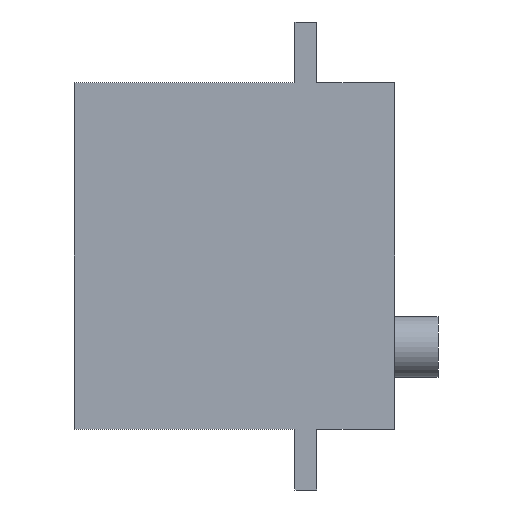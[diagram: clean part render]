
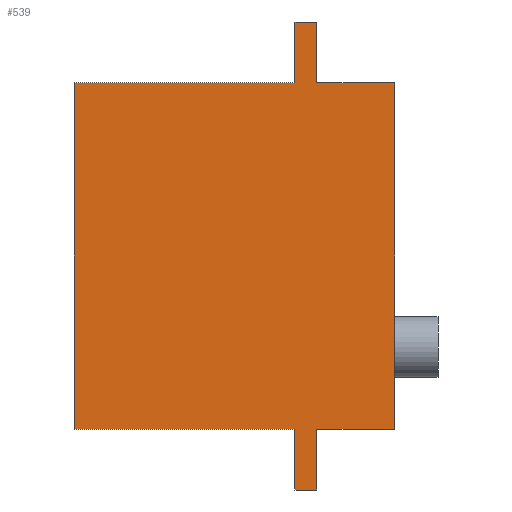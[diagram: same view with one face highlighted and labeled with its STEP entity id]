
A CAD part, front view. The second image highlights one B-rep face of the part: STEP entity #539.
In plain terms, the highlighted planar face has unit normal (0, -1, 0).
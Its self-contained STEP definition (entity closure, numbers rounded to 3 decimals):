
#1=DIRECTION('',(0.,0.,-1.));
#2=VECTOR('',#1,40.);
#3=CARTESIAN_POINT('',(0.,0.,0.));
#4=LINE('',#3,#2);
#17=DIRECTION('',(-1.,0.,0.));
#18=VECTOR('',#17,2.5);
#19=CARTESIAN_POINT('',(28.,0.,-47.));
#20=LINE('',#19,#18);
#21=DIRECTION('',(1.,0.,0.));
#22=VECTOR('',#21,25.5);
#23=CARTESIAN_POINT('',(0.,0.,0.));
#24=LINE('',#23,#22);
#25=DIRECTION('',(1.,0.,0.));
#26=VECTOR('',#25,9.);
#27=CARTESIAN_POINT('',(28.,0.,0.));
#28=LINE('',#27,#26);
#33=DIRECTION('',(1.,0.,0.));
#34=VECTOR('',#33,9.);
#35=CARTESIAN_POINT('',(28.,0.,-40.));
#36=LINE('',#35,#34);
#41=DIRECTION('',(1.,0.,0.));
#42=VECTOR('',#41,25.5);
#43=CARTESIAN_POINT('',(0.,0.,-40.));
#44=LINE('',#43,#42);
#87=DIRECTION('',(0.,0.,1.));
#88=VECTOR('',#87,7.);
#89=CARTESIAN_POINT('',(28.,0.,-47.));
#90=LINE('',#89,#88);
#91=DIRECTION('',(0.,0.,1.));
#92=VECTOR('',#91,7.);
#93=CARTESIAN_POINT('',(28.,0.,0.));
#94=LINE('',#93,#92);
#149=DIRECTION('',(0.,0.,1.));
#150=VECTOR('',#149,7.);
#151=CARTESIAN_POINT('',(25.5,0.,-47.));
#152=LINE('',#151,#150);
#237=DIRECTION('',(0.,0.,1.));
#238=VECTOR('',#237,7.);
#239=CARTESIAN_POINT('',(25.5,0.,0.));
#240=LINE('',#239,#238);
#293=DIRECTION('',(0.,0.,-1.));
#294=VECTOR('',#293,40.);
#295=CARTESIAN_POINT('',(37.,0.,0.));
#296=LINE('',#295,#294);
#369=DIRECTION('',(-1.,0.,0.));
#370=VECTOR('',#369,2.5);
#371=CARTESIAN_POINT('',(28.,0.,7.));
#372=LINE('',#371,#370);
#373=CARTESIAN_POINT('',(0.,0.,0.));
#374=CARTESIAN_POINT('',(0.,0.,-40.));
#375=VERTEX_POINT('',#373);
#376=VERTEX_POINT('',#374);
#381=CARTESIAN_POINT('',(37.,0.,0.));
#382=CARTESIAN_POINT('',(37.,0.,-40.));
#383=VERTEX_POINT('',#381);
#384=VERTEX_POINT('',#382);
#389=CARTESIAN_POINT('',(28.,0.,-40.));
#391=VERTEX_POINT('',#389);
#393=CARTESIAN_POINT('',(25.5,0.,-40.));
#395=VERTEX_POINT('',#393);
#398=CARTESIAN_POINT('',(28.,0.,0.));
#400=VERTEX_POINT('',#398);
#402=CARTESIAN_POINT('',(25.5,0.,0.));
#404=VERTEX_POINT('',#402);
#413=CARTESIAN_POINT('',(28.,0.,7.));
#415=VERTEX_POINT('',#413);
#451=CARTESIAN_POINT('',(28.,0.,-47.));
#452=VERTEX_POINT('',#451);
#453=CARTESIAN_POINT('',(25.5,0.,7.));
#455=VERTEX_POINT('',#453);
#491=CARTESIAN_POINT('',(25.5,0.,-47.));
#492=VERTEX_POINT('',#491);
#509=CARTESIAN_POINT('',(0.,0.,0.));
#510=DIRECTION('',(0.,-1.,0.));
#511=DIRECTION('',(0.,0.,-1.));
#512=AXIS2_PLACEMENT_3D('',#509,#510,#511);
#513=PLANE('',#512);
#515=ORIENTED_EDGE('',*,*,#514,.F.);
#517=ORIENTED_EDGE('',*,*,#516,.F.);
#519=ORIENTED_EDGE('',*,*,#518,.T.);
#521=ORIENTED_EDGE('',*,*,#520,.T.);
#523=ORIENTED_EDGE('',*,*,#522,.F.);
#524=ORIENTED_EDGE('',*,*,#498,.F.);
#526=ORIENTED_EDGE('',*,*,#525,.T.);
#528=ORIENTED_EDGE('',*,*,#527,.T.);
#530=ORIENTED_EDGE('',*,*,#529,.F.);
#532=ORIENTED_EDGE('',*,*,#531,.F.);
#534=ORIENTED_EDGE('',*,*,#533,.T.);
#536=ORIENTED_EDGE('',*,*,#535,.T.);
#537=EDGE_LOOP('',(#515,#517,#519,#521,#523,#524,#526,#528,#530,#532,#534,
#536));
#538=FACE_OUTER_BOUND('',#537,.F.);
#539=ADVANCED_FACE('',(#538),#513,.T.);
#498=EDGE_CURVE('',#375,#376,#4,.T.);
#514=EDGE_CURVE('',#391,#384,#36,.T.);
#516=EDGE_CURVE('',#452,#391,#90,.T.);
#518=EDGE_CURVE('',#452,#492,#20,.T.);
#520=EDGE_CURVE('',#492,#395,#152,.T.);
#522=EDGE_CURVE('',#376,#395,#44,.T.);
#525=EDGE_CURVE('',#375,#404,#24,.T.);
#527=EDGE_CURVE('',#404,#455,#240,.T.);
#529=EDGE_CURVE('',#415,#455,#372,.T.);
#531=EDGE_CURVE('',#400,#415,#94,.T.);
#533=EDGE_CURVE('',#400,#383,#28,.T.);
#535=EDGE_CURVE('',#383,#384,#296,.T.);
